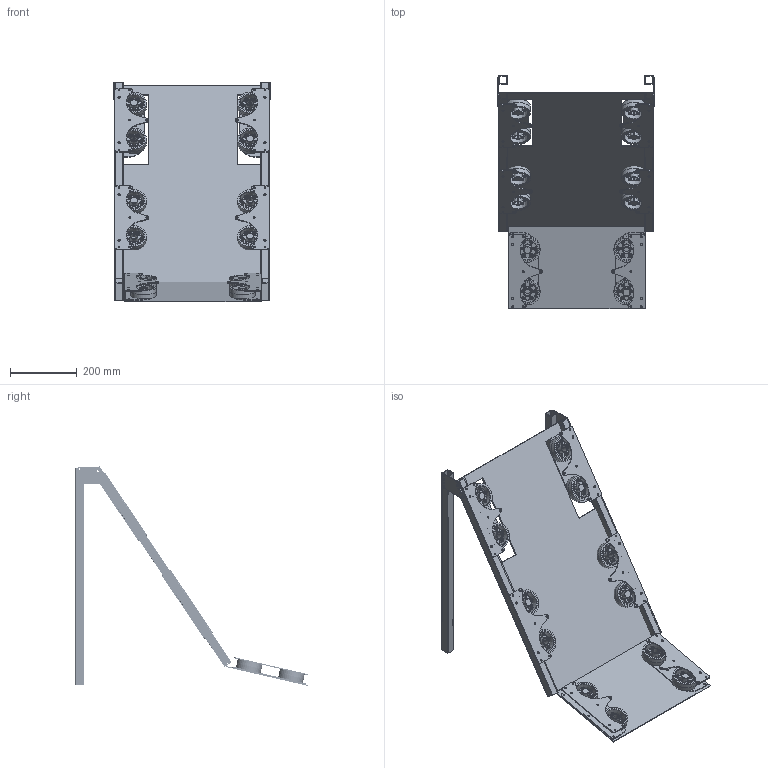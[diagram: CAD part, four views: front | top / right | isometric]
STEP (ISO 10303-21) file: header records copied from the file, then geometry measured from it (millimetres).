
FILE_DESCRIPTION(('STEP AP214'),'1');
FILE_NAME('superstructure-shared.stp','2024-01-19T13:45:35',(' '),(' '),'Spatial InterOp 3D',' ',' ');
FILE_SCHEMA(('AUTOMOTIVE_DESIGN { 1 0 10303 214 1 1 1 1 }'));
Length unit declared in the file: metre
Products named in the file (30): frame-right-asy; gusset-plate; diagoanl-brace; vertical-post; frame; frame-left-asy; super-structure-ay; feeder-ay; feed-plate; wheel-ay; Bileşen58; Bileşen60; 3in Tread; 3in Wheel Intergrated 5mm Hex Hub; 3in Tread (1); 3in Wheel Intergrated 5mm Hex Hub (1); whl-ay-bot-left; whl-asy-bot-right; shooter-ay; shooter-plate; whl-asy-top-right; whl-asy-top-left; whl-asy-mid-left; whl-asy-mid-right; superstructure-shared
Assembly tree (62 placements, depth 6):
  superstructure-shared
    super-structure-ay
      frame
        frame-right-asy
          gusset-plate
          diagoanl-brace
          vertical-post
        frame-left-asy
          gusset-plate
          vertical-post
          diagoanl-brace
      feeder-ay
        feed-plate
        whl-ay-bot-left
          wheel-ay
            Bileşen58
            Bileşen60
            3in Tread
            3in Wheel Intergrated 5mm Hex Hub
            3in Tread (1)
            3in Wheel Intergrated 5mm Hex Hub (1)
        whl-asy-bot-right
          wheel-ay
            Bileşen58
            Bileşen60
            3in Tread
            3in Wheel Intergrated 5mm Hex Hub
            3in Tread (1)
            3in Wheel Intergrated 5mm Hex Hub (1)
      shooter-ay
        shooter-plate
        whl-asy-top-right
          wheel-ay
            Bileşen58
            Bileşen60
            3in Tread
            3in Wheel Intergrated 5mm Hex Hub
            3in Tread (1)
            3in Wheel Intergrated 5mm Hex Hub (1)
        whl-asy-top-left
          wheel-ay
            Bileşen58
            Bileşen60
            3in Tread
            3in Wheel Intergrated 5mm Hex Hub
            3in Tread (1)
            3in Wheel Intergrated 5mm Hex Hub (1)
        whl-asy-mid-left
          wheel-ay
            Bileşen58
            Bileşen60
            3in Tread
            3in Wheel Intergrated 5mm Hex Hub
            3in Tread (1)
            3in Wheel Intergrated 5mm Hex Hub (1)
        whl-asy-mid-right
          wheel-ay
            Bileşen58
            Bileşen60
            3in Tread
Bounding box: 469.9 x 700.16 x 660.59 mm (x, y, z)
Volume: 3354060 mm3; surface area: 2053054.6 mm2
Topology: 44 solids, 44 shells, 3804 faces, 9264 edges, 5416 vertices
Faces by surface type: bspline 1152, torus 864, cylinder 738, cone 552, plane 498
Full cylindrical faces by diameter (mm): 4.039 x72, 5.105 x142, 6.747 x22, 19.304 x12
Entity records: 37297 total; most frequent: CARTESIAN_POINT 15589, ORIENTED_EDGE 3180, DIRECTION 3148, EDGE_CURVE 1590, AXIS2_PLACEMENT_3D 1393, VERTEX_POINT 994, EDGE_LOOP 904, CIRCLE 808
